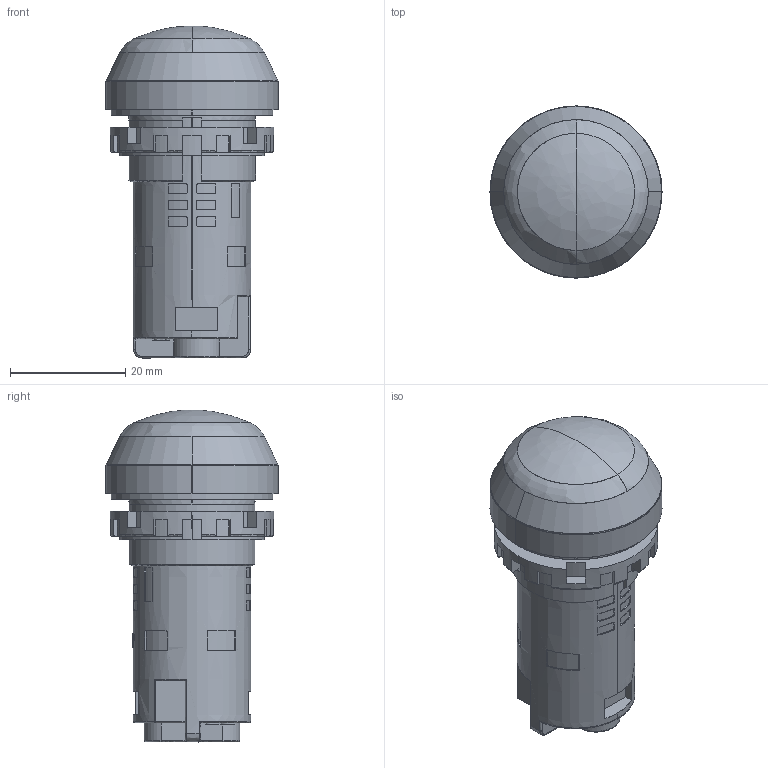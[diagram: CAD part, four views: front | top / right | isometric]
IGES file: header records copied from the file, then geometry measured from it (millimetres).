
Start section: SolidWorks IGES file using analytic representation for surfaces
Global section: file name: 71_AP22M-2Q#$.IGS; native system: SolidWorks 2019; preprocessor: SolidWorks 2019; author: 1003660; date: 201027.163915; units: millimetre
Bounding box: 29.8 x 29.8 x 57.5 mm (x, y, z)
Surface area: 7362.9 mm2 (no closed solid volume)
Topology: 0 solids, 0 shells, 604 faces, 6407 edges, 6403 vertices
Faces by surface type: bspline 392, revolution 212
